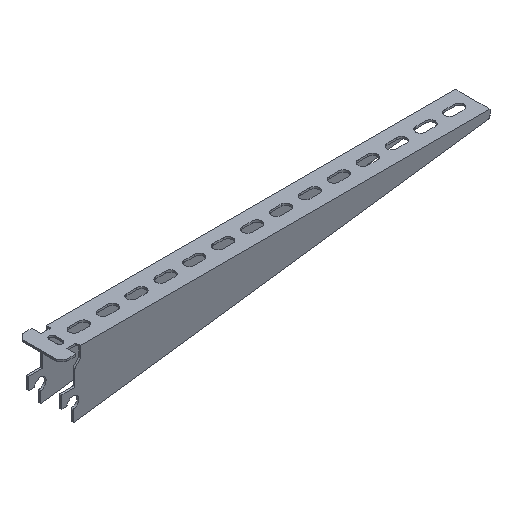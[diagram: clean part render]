
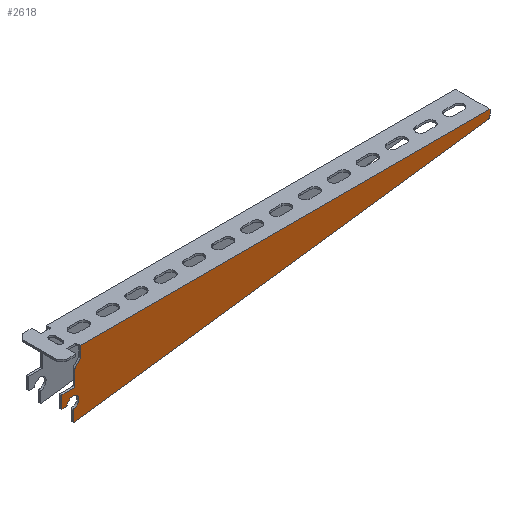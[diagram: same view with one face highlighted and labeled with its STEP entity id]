
A CAD part, isometric view. The second image highlights one B-rep face of the part: STEP entity #2618.
In plain terms, the highlighted planar face has unit normal (0, -1, 0).
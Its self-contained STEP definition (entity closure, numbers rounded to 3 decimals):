
#107=FACE_OUTER_BOUND('',#265,.T.);
#265=EDGE_LOOP('',(#1882,#1883,#1884,#1885,#1886,#1887,#1888,#1889,#1890,
#1891,#1892,#1893,#1894,#1895,#1896,#1897,#1898,#1899,#1900,#1901,#1902));
#486=CIRCLE('',#2868,1.);
#487=CIRCLE('',#2869,1.);
#488=CIRCLE('',#2870,0.5);
#489=CIRCLE('',#2871,0.5);
#490=CIRCLE('',#2872,0.5);
#491=CIRCLE('',#2873,1.);
#492=CIRCLE('',#2874,6.);
#493=CIRCLE('',#2875,1.);
#494=CIRCLE('',#2876,3.);
#514=LINE('',#3800,#776);
#625=LINE('',#4205,#887);
#626=LINE('',#4209,#888);
#627=LINE('',#4213,#889);
#628=LINE('',#4217,#890);
#629=LINE('',#4221,#891);
#630=LINE('',#4229,#892);
#631=LINE('',#4231,#893);
#632=LINE('',#4235,#894);
#633=LINE('',#4236,#895);
#634=LINE('',#4238,#896);
#635=LINE('',#4239,#897);
#776=VECTOR('',#3038,10.);
#887=VECTOR('',#3341,10.);
#888=VECTOR('',#3344,10.);
#889=VECTOR('',#3347,10.);
#890=VECTOR('',#3350,10.);
#891=VECTOR('',#3353,10.);
#892=VECTOR('',#3360,10.);
#893=VECTOR('',#3361,10.);
#894=VECTOR('',#3364,10.);
#895=VECTOR('',#3365,10.);
#896=VECTOR('',#3366,10.);
#897=VECTOR('',#3367,10.);
#1046=VERTEX_POINT('',#3797);
#1047=VERTEX_POINT('',#3799);
#1243=VERTEX_POINT('',#4201);
#1244=VERTEX_POINT('',#4202);
#1245=VERTEX_POINT('',#4204);
#1246=VERTEX_POINT('',#4206);
#1247=VERTEX_POINT('',#4208);
#1248=VERTEX_POINT('',#4210);
#1249=VERTEX_POINT('',#4212);
#1250=VERTEX_POINT('',#4214);
#1251=VERTEX_POINT('',#4216);
#1252=VERTEX_POINT('',#4218);
#1253=VERTEX_POINT('',#4220);
#1254=VERTEX_POINT('',#4222);
#1255=VERTEX_POINT('',#4224);
#1256=VERTEX_POINT('',#4226);
#1257=VERTEX_POINT('',#4228);
#1258=VERTEX_POINT('',#4230);
#1259=VERTEX_POINT('',#4232);
#1260=VERTEX_POINT('',#4234);
#1261=VERTEX_POINT('',#4237);
#1298=EDGE_CURVE('',#1046,#1047,#514,.T.);
#1499=EDGE_CURVE('',#1243,#1244,#486,.T.);
#1500=EDGE_CURVE('',#1245,#1243,#625,.T.);
#1501=EDGE_CURVE('',#1246,#1245,#487,.T.);
#1502=EDGE_CURVE('',#1247,#1246,#626,.T.);
#1503=EDGE_CURVE('',#1248,#1247,#488,.T.);
#1504=EDGE_CURVE('',#1249,#1248,#627,.T.);
#1505=EDGE_CURVE('',#1250,#1249,#489,.T.);
#1506=EDGE_CURVE('',#1251,#1250,#628,.T.);
#1507=EDGE_CURVE('',#1252,#1251,#490,.T.);
#1508=EDGE_CURVE('',#1253,#1252,#629,.T.);
#1509=EDGE_CURVE('',#1254,#1253,#491,.T.);
#1510=EDGE_CURVE('',#1255,#1254,#492,.T.);
#1511=EDGE_CURVE('',#1256,#1255,#493,.T.);
#1512=EDGE_CURVE('',#1257,#1256,#630,.T.);
#1513=EDGE_CURVE('',#1258,#1257,#631,.T.);
#1514=EDGE_CURVE('',#1259,#1258,#494,.T.);
#1515=EDGE_CURVE('',#1260,#1259,#632,.T.);
#1516=EDGE_CURVE('',#1047,#1260,#633,.T.);
#1517=EDGE_CURVE('',#1261,#1046,#634,.T.);
#1518=EDGE_CURVE('',#1244,#1261,#635,.T.);
#1882=ORIENTED_EDGE('',*,*,#1499,.F.);
#1883=ORIENTED_EDGE('',*,*,#1500,.F.);
#1884=ORIENTED_EDGE('',*,*,#1501,.F.);
#1885=ORIENTED_EDGE('',*,*,#1502,.F.);
#1886=ORIENTED_EDGE('',*,*,#1503,.F.);
#1887=ORIENTED_EDGE('',*,*,#1504,.F.);
#1888=ORIENTED_EDGE('',*,*,#1505,.F.);
#1889=ORIENTED_EDGE('',*,*,#1506,.F.);
#1890=ORIENTED_EDGE('',*,*,#1507,.F.);
#1891=ORIENTED_EDGE('',*,*,#1508,.F.);
#1892=ORIENTED_EDGE('',*,*,#1509,.F.);
#1893=ORIENTED_EDGE('',*,*,#1510,.F.);
#1894=ORIENTED_EDGE('',*,*,#1511,.F.);
#1895=ORIENTED_EDGE('',*,*,#1512,.F.);
#1896=ORIENTED_EDGE('',*,*,#1513,.F.);
#1897=ORIENTED_EDGE('',*,*,#1514,.F.);
#1898=ORIENTED_EDGE('',*,*,#1515,.F.);
#1899=ORIENTED_EDGE('',*,*,#1516,.F.);
#1900=ORIENTED_EDGE('',*,*,#1298,.F.);
#1901=ORIENTED_EDGE('',*,*,#1517,.F.);
#1902=ORIENTED_EDGE('',*,*,#1518,.F.);
#2419=PLANE('',#2867);
#2618=ADVANCED_FACE('',(#107),#2419,.T.);
#2867=AXIS2_PLACEMENT_3D('',#4200,#3337,#3338);
#2868=AXIS2_PLACEMENT_3D('',#4203,#3339,#3340);
#2869=AXIS2_PLACEMENT_3D('',#4207,#3342,#3343);
#2870=AXIS2_PLACEMENT_3D('',#4211,#3345,#3346);
#2871=AXIS2_PLACEMENT_3D('',#4215,#3348,#3349);
#2872=AXIS2_PLACEMENT_3D('',#4219,#3351,#3352);
#2873=AXIS2_PLACEMENT_3D('',#4223,#3354,#3355);
#2874=AXIS2_PLACEMENT_3D('',#4225,#3356,#3357);
#2875=AXIS2_PLACEMENT_3D('',#4227,#3358,#3359);
#2876=AXIS2_PLACEMENT_3D('',#4233,#3362,#3363);
#3038=DIRECTION('',(1.,0.,0.));
#3337=DIRECTION('center_axis',(0.,-1.,0.));
#3338=DIRECTION('ref_axis',(1.,0.,0.));
#3339=DIRECTION('center_axis',(0.,-1.,0.));
#3340=DIRECTION('ref_axis',(0.707,0.,-0.707));
#3341=DIRECTION('',(0.707,0.,0.707));
#3342=DIRECTION('center_axis',(0.,1.,0.));
#3343=DIRECTION('ref_axis',(0.707,0.,-0.707));
#3344=DIRECTION('',(0.,0.,1.));
#3345=DIRECTION('center_axis',(0.,-1.,0.));
#3346=DIRECTION('ref_axis',(0.,0.,-1.));
#3347=DIRECTION('',(1.,0.,0.));
#3348=DIRECTION('center_axis',(0.,1.,0.));
#3349=DIRECTION('ref_axis',(0.,0.,-1.));
#3350=DIRECTION('',(0.,0.,1.));
#3351=DIRECTION('center_axis',(0.,1.,0.));
#3352=DIRECTION('ref_axis',(1.,0.,0.));
#3353=DIRECTION('',(-1.,0.,0.));
#3354=DIRECTION('center_axis',(0.,1.,0.));
#3355=DIRECTION('ref_axis',(0.,0.,1.));
#3356=DIRECTION('center_axis',(0.,-1.,0.));
#3357=DIRECTION('ref_axis',(0.143,0.,-0.99));
#3358=DIRECTION('center_axis',(0.,1.,0.));
#3359=DIRECTION('ref_axis',(0.143,0.,-0.99));
#3360=DIRECTION('',(0.,0.,1.));
#3361=DIRECTION('',(-0.991,0.,-0.132));
#3362=DIRECTION('center_axis',(0.,1.,0.));
#3363=DIRECTION('ref_axis',(0.752,0.,-0.659));
#3364=DIRECTION('',(0.,0.,-1.));
#3365=DIRECTION('',(0.,0.,-1.));
#3366=DIRECTION('',(0.,0.,1.));
#3367=DIRECTION('',(0.,0.,1.));
#3797=CARTESIAN_POINT('',(25.,-17.978,2.));
#3799=CARTESIAN_POINT('',(450.,-17.978,2.));
#3800=CARTESIAN_POINT('',(183.463,-17.978,2.));
#4200=CARTESIAN_POINT('Origin',(183.463,-17.978,16.502));
#4201=CARTESIAN_POINT('',(24.707,-17.978,-9.791));
#4202=CARTESIAN_POINT('',(25.,-17.978,-9.084));
#4203=CARTESIAN_POINT('Origin',(24.,-17.978,-9.084));
#4204=CARTESIAN_POINT('',(19.293,-17.978,-15.205));
#4205=CARTESIAN_POINT('',(19.293,-17.978,-15.205));
#4206=CARTESIAN_POINT('',(19.,-17.978,-15.912));
#4207=CARTESIAN_POINT('Origin',(20.,-17.978,-15.912));
#4208=CARTESIAN_POINT('',(19.,-17.978,-31.998));
#4209=CARTESIAN_POINT('',(19.,-17.978,-31.998));
#4210=CARTESIAN_POINT('',(18.5,-17.978,-32.498));
#4211=CARTESIAN_POINT('Origin',(18.5,-17.978,-31.998));
#4212=CARTESIAN_POINT('',(5.5,-17.978,-32.498));
#4213=CARTESIAN_POINT('',(5.5,-17.978,-32.498));
#4214=CARTESIAN_POINT('',(5.,-17.978,-32.998));
#4215=CARTESIAN_POINT('Origin',(5.5,-17.978,-32.998));
#4216=CARTESIAN_POINT('',(5.,-17.978,-44.998));
#4217=CARTESIAN_POINT('',(5.,-17.978,-44.998));
#4218=CARTESIAN_POINT('',(5.5,-17.978,-45.498));
#4219=CARTESIAN_POINT('Origin',(5.5,-17.978,-44.998));
#4220=CARTESIAN_POINT('',(10.072,-17.978,-45.498));
#4221=CARTESIAN_POINT('',(10.072,-17.978,-45.498));
#4222=CARTESIAN_POINT('',(11.062,-17.978,-44.641));
#4223=CARTESIAN_POINT('Origin',(10.072,-17.978,-44.498));
#4224=CARTESIAN_POINT('',(17.857,-17.978,-51.437));
#4225=CARTESIAN_POINT('Origin',(17.,-17.978,-45.498));
#4226=CARTESIAN_POINT('',(17.,-17.978,-52.426));
#4227=CARTESIAN_POINT('Origin',(18.,-17.978,-52.426));
#4228=CARTESIAN_POINT('',(17.,-17.978,-63.498));
#4229=CARTESIAN_POINT('',(17.,-17.978,-63.498));
#4230=CARTESIAN_POINT('',(447.395,-17.978,-6.344));
#4231=CARTESIAN_POINT('',(450.,-17.978,-5.998));
#4232=CARTESIAN_POINT('',(450.,-17.978,-3.37));
#4233=CARTESIAN_POINT('Origin',(447.,-17.978,-3.37));
#4234=CARTESIAN_POINT('',(450.,-17.978,-2.));
#4235=CARTESIAN_POINT('',(450.,-17.978,16.502));
#4236=CARTESIAN_POINT('',(450.,-17.978,11.001));
#4237=CARTESIAN_POINT('',(25.,-17.978,-2.));
#4238=CARTESIAN_POINT('',(25.,-17.978,7.251));
#4239=CARTESIAN_POINT('',(25.,-17.978,-9.084));
